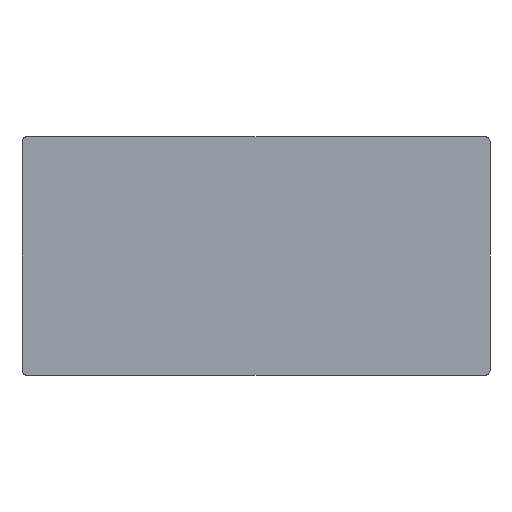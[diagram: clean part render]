
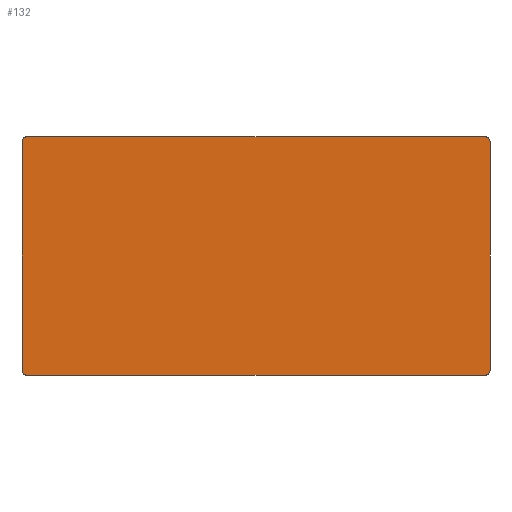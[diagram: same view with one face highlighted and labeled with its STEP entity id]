
A CAD part, front view. The second image highlights one B-rep face of the part: STEP entity #132.
In plain terms, the highlighted planar face has unit normal (0, -1, 0).
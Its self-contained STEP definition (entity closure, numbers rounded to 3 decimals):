
#57 = CARTESIAN_POINT ( 'NONE',  ( 0.798, 0., -0.415 ) ) ;
#58 = VERTEX_POINT ( 'NONE', #57 ) ;
#59 = CARTESIAN_POINT ( 'NONE',  ( -0.798, 0., -0.415 ) ) ;
#60 = VERTEX_POINT ( 'NONE', #59 ) ;
#61 = CARTESIAN_POINT ( 'NONE',  ( -0.815, 0., -0.415 ) ) ;
#62 = DIRECTION ( 'NONE',  ( -1., 0., 0. ) ) ;
#63 = VECTOR ( 'NONE', #62, 1000. ) ;
#64 = LINE ( 'NONE', #61, #63 ) ;
#65 = EDGE_CURVE ( 'NONE', #58, #60, #64, .T. ) ;
#66 = ORIENTED_EDGE ( 'NONE', *, *, #65, .F. ) ;
#67 = CARTESIAN_POINT ( 'NONE',  ( 0.815, 0., -0.398 ) ) ;
#68 = VERTEX_POINT ( 'NONE', #67 ) ;
#69 = CARTESIAN_POINT ( 'NONE',  ( 0.798, 0., -0.398 ) ) ;
#70 = DIRECTION ( 'NONE',  ( 0., -1., 0. ) ) ;
#71 = DIRECTION ( 'NONE',  ( 0., 0., -1. ) ) ;
#72 = AXIS2_PLACEMENT_3D ( 'NONE', #69, #70, #71 ) ;
#73 = CIRCLE ( 'NONE', #72, 0.017) ;
#74 = EDGE_CURVE ( 'NONE', #58, #68, #73, .T. ) ;
#75 = ORIENTED_EDGE ( 'NONE', *, *, #74, .T. ) ;
#76 = CARTESIAN_POINT ( 'NONE',  ( 0.815, 0., 0.398 ) ) ;
#77 = VERTEX_POINT ( 'NONE', #76 ) ;
#78 = CARTESIAN_POINT ( 'NONE',  ( 0.815, 0., 0.415 ) ) ;
#79 = DIRECTION ( 'NONE',  ( 0., 0., -1. ) ) ;
#80 = VECTOR ( 'NONE', #79, 1000. ) ;
#81 = LINE ( 'NONE', #78, #80 ) ;
#82 = EDGE_CURVE ( 'NONE', #77, #68, #81, .T. ) ;
#83 = ORIENTED_EDGE ( 'NONE', *, *, #82, .F. ) ;
#84 = CARTESIAN_POINT ( 'NONE',  ( 0.798, 0., 0.415 ) ) ;
#85 = VERTEX_POINT ( 'NONE', #84 ) ;
#86 = CARTESIAN_POINT ( 'NONE',  ( 0.798, 0., 0.398 ) ) ;
#87 = DIRECTION ( 'NONE',  ( 0., -1., 0. ) ) ;
#88 = DIRECTION ( 'NONE',  ( 0., 0., -1. ) ) ;
#89 = AXIS2_PLACEMENT_3D ( 'NONE', #86, #87, #88 ) ;
#90 = CIRCLE ( 'NONE', #89, 0.017) ;
#91 = EDGE_CURVE ( 'NONE', #77, #85, #90, .T. ) ;
#92 = ORIENTED_EDGE ( 'NONE', *, *, #91, .T. ) ;
#93 = CARTESIAN_POINT ( 'NONE',  ( -0.798, 0., 0.415 ) ) ;
#94 = VERTEX_POINT ( 'NONE', #93 ) ;
#95 = CARTESIAN_POINT ( 'NONE',  ( -0.815, 0., 0.415 ) ) ;
#96 = DIRECTION ( 'NONE',  ( 1., 0., 0. ) ) ;
#97 = VECTOR ( 'NONE', #96, 1000. ) ;
#98 = LINE ( 'NONE', #95, #97 ) ;
#99 = EDGE_CURVE ( 'NONE', #94, #85, #98, .T. ) ;
#100 = ORIENTED_EDGE ( 'NONE', *, *, #99, .F. ) ;
#101 = CARTESIAN_POINT ( 'NONE',  ( -0.815, 0., 0.398 ) ) ;
#102 = VERTEX_POINT ( 'NONE', #101 ) ;
#103 = CARTESIAN_POINT ( 'NONE',  ( -0.798, 0., 0.398 ) ) ;
#104 = DIRECTION ( 'NONE',  ( 0., -1., 0. ) ) ;
#105 = DIRECTION ( 'NONE',  ( 0., 0., -1. ) ) ;
#106 = AXIS2_PLACEMENT_3D ( 'NONE', #103, #104, #105 ) ;
#107 = CIRCLE ( 'NONE', #106, 0.017) ;
#108 = EDGE_CURVE ( 'NONE', #94, #102, #107, .T. ) ;
#109 = ORIENTED_EDGE ( 'NONE', *, *, #108, .T. ) ;
#110 = CARTESIAN_POINT ( 'NONE',  ( -0.815, 0., -0.398 ) ) ;
#111 = VERTEX_POINT ( 'NONE', #110 ) ;
#112 = CARTESIAN_POINT ( 'NONE',  ( -0.815, 0., 0.415 ) ) ;
#113 = DIRECTION ( 'NONE',  ( 0., 0., 1. ) ) ;
#114 = VECTOR ( 'NONE', #113, 1000. ) ;
#115 = LINE ( 'NONE', #112, #114 ) ;
#116 = EDGE_CURVE ( 'NONE', #111, #102, #115, .T. ) ;
#117 = ORIENTED_EDGE ( 'NONE', *, *, #116, .F. ) ;
#118 = CARTESIAN_POINT ( 'NONE',  ( -0.798, 0., -0.398 ) ) ;
#119 = DIRECTION ( 'NONE',  ( 0., -1., 0. ) ) ;
#120 = DIRECTION ( 'NONE',  ( 0., 0., -1. ) ) ;
#121 = AXIS2_PLACEMENT_3D ( 'NONE', #118, #119, #120 ) ;
#122 = CIRCLE ( 'NONE', #121, 0.017) ;
#123 = EDGE_CURVE ( 'NONE', #111, #60, #122, .T. ) ;
#124 = ORIENTED_EDGE ( 'NONE', *, *, #123, .T. ) ;
#125 = EDGE_LOOP ( 'NONE', ( #66, #75, #83, #92, #100, #109, #117, #124 ) ) ;
#126 = FACE_OUTER_BOUND ( 'NONE', #125, .T. ) ;
#127 = CARTESIAN_POINT ( 'NONE',  ( 0., 0., 0. ) ) ;
#128 = DIRECTION ( 'NONE',  ( 0., -1., 0. ) ) ;
#129 = DIRECTION ( 'NONE',  ( 0., 0., -1. ) ) ;
#130 = AXIS2_PLACEMENT_3D ( 'NONE', #127, #128, #129 ) ;
#131 = PLANE ( 'NONE', #130 ) ;
#132 = ADVANCED_FACE ( 'NONE', ( #126 ), #131, .T. ) ;
